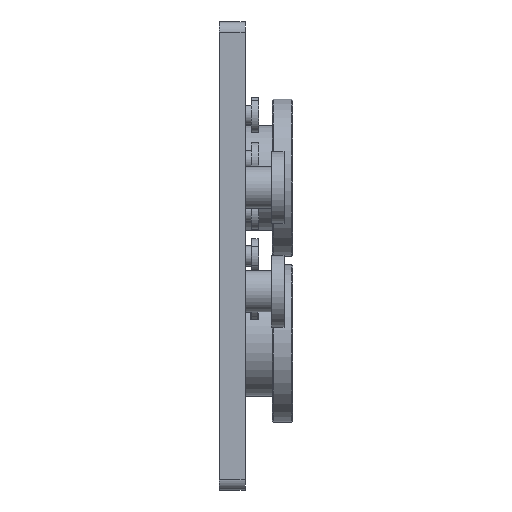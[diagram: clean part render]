
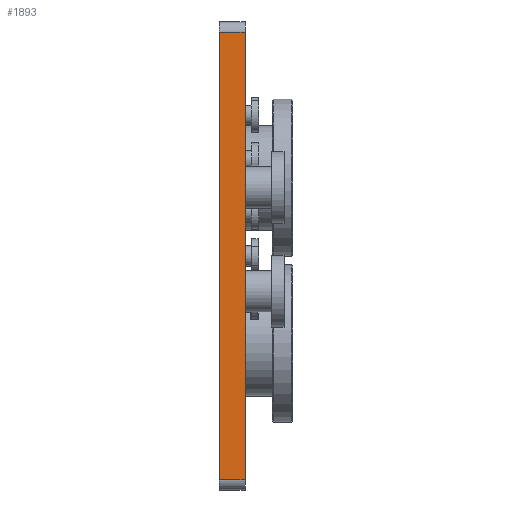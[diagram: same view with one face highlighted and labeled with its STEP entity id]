
A CAD part, front view. The second image highlights one B-rep face of the part: STEP entity #1893.
In plain terms, the highlighted face is planar.
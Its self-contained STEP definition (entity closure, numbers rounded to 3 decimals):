
#1869=FACE_OUTER_BOUND('',#3397,.T.);
#1893=ADVANCED_FACE('',(#1869),#2224,.T.);
#2224=PLANE('',#6777);
#2262=LINE('',#9322,#2279);
#2272=LINE('',#9442,#2289);
#2273=LINE('',#9444,#2290);
#2274=LINE('',#9446,#2291);
#2279=VECTOR('',#7652,1.);
#2289=VECTOR('',#7788,1.);
#2290=VECTOR('',#7791,1.);
#2291=VECTOR('',#7792,1.);
#3397=EDGE_LOOP('',(#4351,#4352,#4353,#4354));
#4351=ORIENTED_EDGE('',*,*,#5762,.F.);
#4352=ORIENTED_EDGE('',*,*,#5815,.F.);
#4353=ORIENTED_EDGE('',*,*,#5816,.T.);
#4354=ORIENTED_EDGE('',*,*,#5817,.T.);
#5256=VERTEX_POINT('',#9321);
#5257=VERTEX_POINT('',#9323);
#5303=VERTEX_POINT('',#9441);
#5304=VERTEX_POINT('',#9445);
#5762=EDGE_CURVE('',#5256,#5257,#2262,.T.);
#5815=EDGE_CURVE('',#5303,#5256,#2272,.T.);
#5816=EDGE_CURVE('',#5303,#5304,#2273,.T.);
#5817=EDGE_CURVE('',#5304,#5257,#2274,.T.);
#6777=AXIS2_PLACEMENT_3D('',#9447,#7793,#7794);
#7652=DIRECTION('',(1.,0.,0.));
#7788=DIRECTION('',(0.,1.,0.));
#7791=DIRECTION('',(1.,0.,0.));
#7792=DIRECTION('',(0.,1.,0.));
#7793=DIRECTION('',(0.,0.,1.));
#7794=DIRECTION('',(1.,0.,0.));
#9321=CARTESIAN_POINT('',(-216.,-272.,398.));
#9322=CARTESIAN_POINT('',(-216.,-272.,398.));
#9323=CARTESIAN_POINT('',(216.,-272.,398.));
#9441=CARTESIAN_POINT('',(-216.,-297.,398.));
#9442=CARTESIAN_POINT('',(-216.,-294.,398.));
#9444=CARTESIAN_POINT('',(-216.,-297.,398.));
#9445=CARTESIAN_POINT('',(216.,-297.,398.));
#9446=CARTESIAN_POINT('',(216.,-294.,398.));
#9447=CARTESIAN_POINT('',(-216.,-294.,398.));
